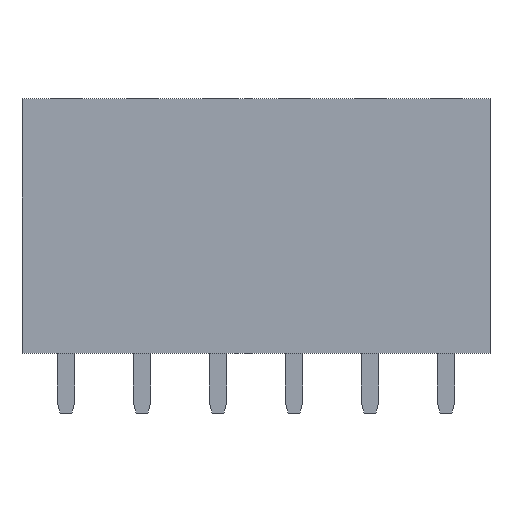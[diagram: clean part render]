
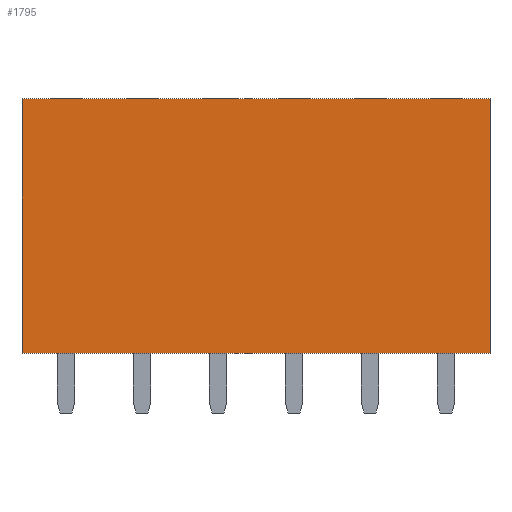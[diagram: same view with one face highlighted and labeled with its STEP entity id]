
A CAD part, top view. The second image highlights one B-rep face of the part: STEP entity #1795.
In plain terms, the highlighted planar face has unit normal (0, 0, 1).
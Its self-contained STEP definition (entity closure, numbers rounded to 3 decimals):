
#82=FACE_OUTER_BOUND('',#196,.T.);
#196=EDGE_LOOP('',(#1368,#1369,#1370,#1371));
#266=LINE('',#2473,#506);
#376=LINE('',#2697,#616);
#377=LINE('',#2700,#617);
#378=LINE('',#2701,#618);
#506=VECTOR('',#2009,10.);
#616=VECTOR('',#2217,10.);
#617=VECTOR('',#2220,10.);
#618=VECTOR('',#2221,10.);
#740=VERTEX_POINT('',#2470);
#741=VERTEX_POINT('',#2472);
#806=VERTEX_POINT('',#2695);
#807=VERTEX_POINT('',#2699);
#898=EDGE_CURVE('',#740,#741,#266,.T.);
#1008=EDGE_CURVE('',#806,#741,#376,.T.);
#1009=EDGE_CURVE('',#806,#807,#377,.T.);
#1010=EDGE_CURVE('',#807,#740,#378,.T.);
#1368=ORIENTED_EDGE('',*,*,#1009,.F.);
#1369=ORIENTED_EDGE('',*,*,#1008,.T.);
#1370=ORIENTED_EDGE('',*,*,#898,.F.);
#1371=ORIENTED_EDGE('',*,*,#1010,.F.);
#1656=PLANE('',#1923);
#1795=ADVANCED_FACE('',(#82),#1656,.T.);
#1923=AXIS2_PLACEMENT_3D('',#2698,#2218,#2219);
#2009=DIRECTION('',(1.,0.,0.));
#2217=DIRECTION('',(0.,1.,0.));
#2218=DIRECTION('center_axis',(0.,0.,1.));
#2219=DIRECTION('ref_axis',(1.,0.,0.));
#2220=DIRECTION('',(-1.,0.,0.));
#2221=DIRECTION('',(0.,1.,0.));
#2470=CARTESIAN_POINT('',(-7.82,8.5,1.25));
#2472=CARTESIAN_POINT('',(7.82,8.5,1.25));
#2473=CARTESIAN_POINT('',(7.82,8.5,1.25));
#2695=CARTESIAN_POINT('',(7.82,0.,1.25));
#2697=CARTESIAN_POINT('',(7.82,0.,1.25));
#2698=CARTESIAN_POINT('Origin',(-7.82,0.,1.25));
#2699=CARTESIAN_POINT('',(-7.82,0.,1.25));
#2700=CARTESIAN_POINT('',(7.82,0.,1.25));
#2701=CARTESIAN_POINT('',(-7.82,0.,1.25));
